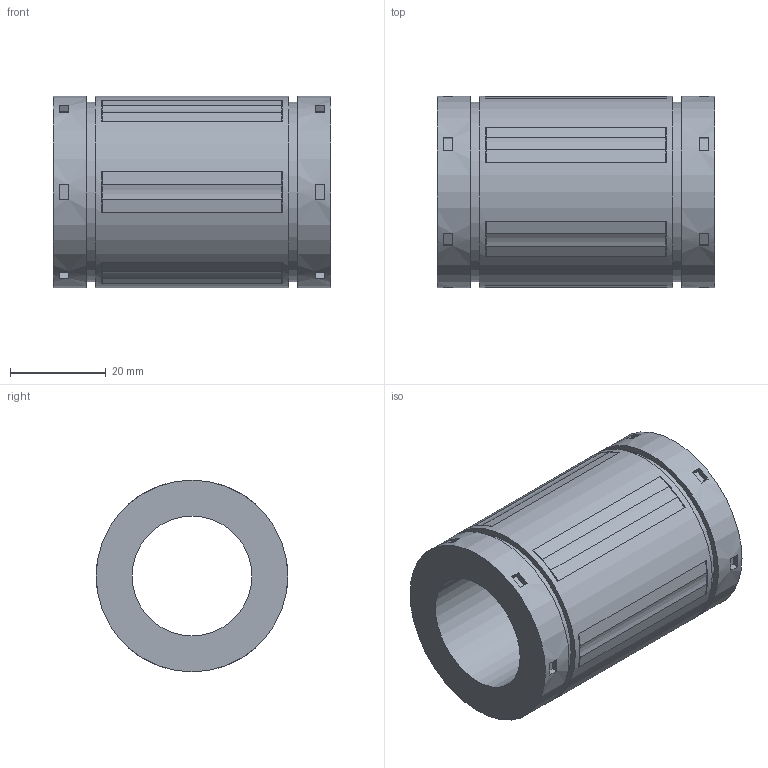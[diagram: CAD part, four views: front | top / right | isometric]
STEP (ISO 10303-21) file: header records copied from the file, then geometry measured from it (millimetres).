
FILE_DESCRIPTION( ( 'STEP AP214' ), '1' );
FILE_NAME( 'TK25UU_2_14.stp', ' ', ( ' ' ), ( ' ' ), 'PSStep 15.0.47', 'PARTsolutions', ' ' );
FILE_SCHEMA( ( 'AUTOMOTIVE_DESIGN { 1 0 10303 214 1 1 1 1 }' ) );
Length unit declared in the file: millimetre
Products named in the file (2): TK25UU; _TK25
Assembly tree (1 placements, depth 2):
  TK25UU
    _TK25
Bounding box: 58 x 40 x 40 mm (x, y, z)
Volume: 43599.2 mm3; surface area: 14253.4 mm2
Topology: 1 solids, 1 shells, 134 faces, 306 edges, 196 vertices
Faces by surface type: plane 110, cylinder 24
Full cylindrical faces by diameter (mm): 25 x1, 37.5 x2, 40 x3
Entity records: 4842 total; most frequent: DIRECTION 672, CARTESIAN_POINT 632, ORIENTED_EDGE 600, EDGE_CURVE 300, AXIS2_PLACEMENT_3D 236, LINE 200, VECTOR 200, VERTEX_POINT 196
